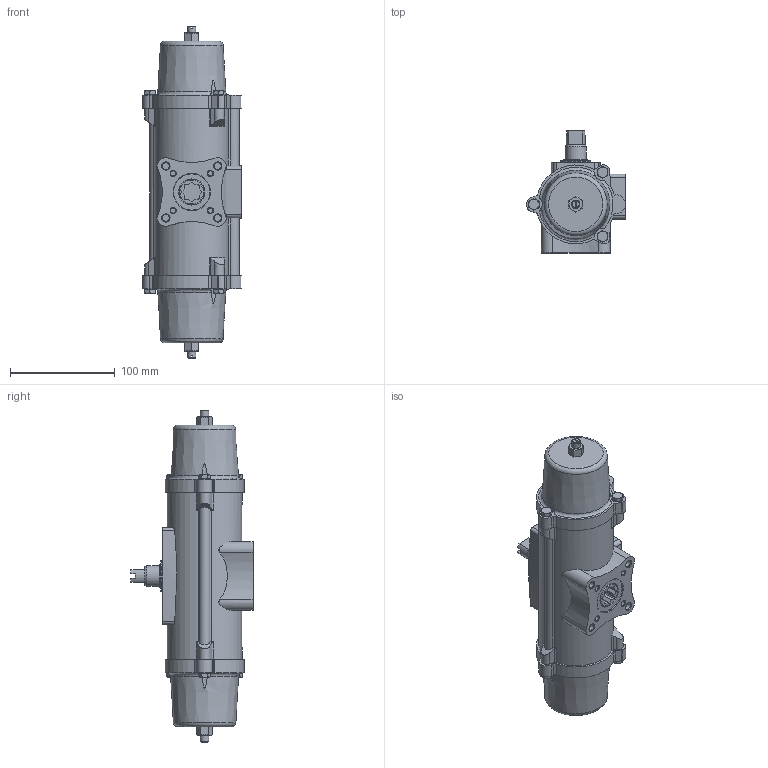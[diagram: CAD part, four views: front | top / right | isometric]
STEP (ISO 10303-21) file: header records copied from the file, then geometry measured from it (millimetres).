
FILE_DESCRIPTION(/* description */ ('STEP AP214'),/* implementation_level */ '2;1');
FILE_NAME(/* name */ '552886_DAPS-0060-090-RS4-F0507-CR',/* time_stamp */ '2024-08-13T16:07:34+02:00',/* author */ ('License CC BY-ND 4.0'),/* organization */ ('CADENAS'),/* preprocessor_version */ 'ST-DEVELOPER v19.3',/* originating_system */ 'PARTsolutions',/* authorisation */ ' ');
FILE_SCHEMA (('AUTOMOTIVE_DESIGN {1 0 10303 214 3 1 1}'));
Length unit declared in the file: millimetre
Products named in the file (3): 552886 DAPS-0060-090-RS4-F0507-CR---0; 552886 DAPS-0060-090-RS4-F0507-CR---(1); 552886 DAPS-0060-090-RS4-F0507-CR---(2)
Assembly tree (2 placements, depth 2):
  552886 DAPS-0060-090-RS4-F0507-CR---0
    552886 DAPS-0060-090-RS4-F0507-CR---(1)
    552886 DAPS-0060-090-RS4-F0507-CR---(2)
Bounding box: 94.37 x 116.4 x 316.5 mm (x, y, z)
Volume: 1218767.5 mm3; surface area: 110569.7 mm2
Topology: 2 solids, 2 shells, 443 faces, 1061 edges, 663 vertices
Faces by surface type: plane 206, cylinder 123, cone 100, torus 14
Full cylindrical faces by diameter (mm): 4.134 x8, 4.917 x5, 6.647 x4, 8 x2, 8.566 x2, 10 x6, 20 x1, 22.8 x1, 23.5 x2, 24.5 x1, 29 x2, 30 x1, 35 x1
Entity records: 12943 total; most frequent: CARTESIAN_POINT 2993, DIRECTION 2063, ORIENTED_EDGE 1968, EDGE_CURVE 984, AXIS2_PLACEMENT_3D 836, VERTEX_POINT 654, FACE_BOUND 554, EDGE_LOOP 553
